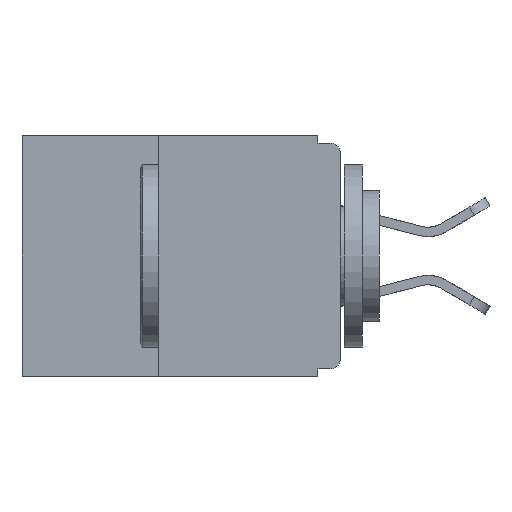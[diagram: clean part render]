
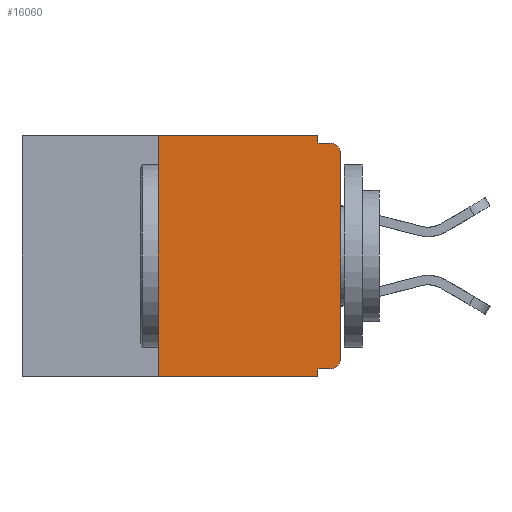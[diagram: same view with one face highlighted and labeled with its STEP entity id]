
A CAD part, left-side view. The second image highlights one B-rep face of the part: STEP entity #16060.
In plain terms, the highlighted planar face has unit normal (-1, 0, 0).
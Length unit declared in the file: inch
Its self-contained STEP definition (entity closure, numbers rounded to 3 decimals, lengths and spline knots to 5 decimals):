
#87 = CARTESIAN_POINT ( 'NONE',  ( 0., 0.031, 0. ) ) ;
#270 = CARTESIAN_POINT ( 'NONE',  ( 0., 0.015, -0.32 ) ) ;
#310 = VERTEX_POINT ( 'NONE', #3510 ) ;
#343 = DIRECTION ( 'NONE',  ( 0., 0., -1. ) ) ;
#356 = CARTESIAN_POINT ( 'NONE',  ( 0., 0., -0.01 ) ) ;
#725 = LINE ( 'NONE', #87, #17680 ) ;
#781 = LINE ( 'NONE', #17510, #20924 ) ;
#890 = LINE ( 'NONE', #356, #13011 ) ;
#1270 = EDGE_LOOP ( 'NONE', ( #6621, #9235, #7943, #13107, #6121, #17950, #12861, #9285, #20912, #6203 ) ) ;
#1527 = EDGE_CURVE ( 'NONE', #7372, #1948, #781, .T. ) ;
#1948 = VERTEX_POINT ( 'NONE', #6577 ) ;
#2274 = DIRECTION ( 'NONE',  ( 0., 0., 1. ) ) ;
#2332 = DIRECTION ( 'NONE',  ( 0., 1., 0. ) ) ;
#3072 = DIRECTION ( 'NONE',  ( 0., -1., 0. ) ) ;
#3479 = DIRECTION ( 'NONE',  ( 0., 0., -1. ) ) ;
#3510 = CARTESIAN_POINT ( 'NONE',  ( 0., 0.031, -0.01 ) ) ;
#3523 = EDGE_CURVE ( 'NONE', #19459, #10781, #14639, .T. ) ;
#3913 = EDGE_CURVE ( 'NONE', #7372, #13684, #6854, .T. ) ;
#4030 = VECTOR ( 'NONE', #19299, 39.37008 ) ;
#4053 = CARTESIAN_POINT ( 'NONE',  ( 0., 0.031, -0.32 ) ) ;
#4287 = VECTOR ( 'NONE', #2332, 39.37008 ) ;
#4453 = CARTESIAN_POINT ( 'NONE',  ( 0., 0., -0.305 ) ) ;
#4512 = CIRCLE ( 'NONE', #10449, 0.015 ) ;
#4701 = DIRECTION ( 'NONE',  ( 0., 0., 1. ) ) ;
#4871 = EDGE_CURVE ( 'NONE', #16041, #12981, #8646, .T. ) ;
#5126 = EDGE_CURVE ( 'NONE', #12981, #13684, #8888, .T. ) ;
#5257 = AXIS2_PLACEMENT_3D ( 'NONE', #18052, #8278, #19658 ) ;
#6121 = ORIENTED_EDGE ( 'NONE', *, *, #18182, .F. ) ;
#6203 = ORIENTED_EDGE ( 'NONE', *, *, #14479, .T. ) ;
#6577 = CARTESIAN_POINT ( 'NONE',  ( 0., 0.25, 0. ) ) ;
#6621 = ORIENTED_EDGE ( 'NONE', *, *, #3523, .T. ) ;
#6854 = LINE ( 'NONE', #18753, #10699 ) ;
#6892 = CARTESIAN_POINT ( 'NONE',  ( 0., 0.25, -0.33 ) ) ;
#6906 = CARTESIAN_POINT ( 'NONE',  ( 0., 0.437, 0. ) ) ;
#7074 = FACE_OUTER_BOUND ( 'NONE', #1270, .T. ) ;
#7372 = VERTEX_POINT ( 'NONE', #6892 ) ;
#7403 = CIRCLE ( 'NONE', #5257, 0.015 ) ;
#7583 = DIRECTION ( 'NONE',  ( -1., 0., 0. ) ) ;
#7943 = ORIENTED_EDGE ( 'NONE', *, *, #19825, .F. ) ;
#7977 = EDGE_CURVE ( 'NONE', #12627, #310, #725, .T. ) ;
#8278 = DIRECTION ( 'NONE',  ( -1., 0., 0. ) ) ;
#8646 = LINE ( 'NONE', #20219, #4287 ) ;
#8888 = LINE ( 'NONE', #14475, #4030 ) ;
#8925 = CARTESIAN_POINT ( 'NONE',  ( 0., 0., 0. ) ) ;
#9235 = ORIENTED_EDGE ( 'NONE', *, *, #19403, .T. ) ;
#9285 = ORIENTED_EDGE ( 'NONE', *, *, #5126, .F. ) ;
#9627 = VERTEX_POINT ( 'NONE', #20989 ) ;
#9730 = VECTOR ( 'NONE', #2274, 39.37008 ) ;
#10198 = VECTOR ( 'NONE', #3072, 39.37008 ) ;
#10220 = DIRECTION ( 'NONE',  ( 1., 0., 0. ) ) ;
#10236 = DIRECTION ( 'NONE',  ( 0., -1., 0. ) ) ;
#10449 = AXIS2_PLACEMENT_3D ( 'NONE', #17399, #7583, #19006 ) ;
#10692 = LINE ( 'NONE', #12881, #10198 ) ;
#10699 = VECTOR ( 'NONE', #18212, 39.37008 ) ;
#10781 = VERTEX_POINT ( 'NONE', #12260 ) ;
#12260 = CARTESIAN_POINT ( 'NONE',  ( 0., 0., -0.025 ) ) ;
#12627 = VERTEX_POINT ( 'NONE', #14087 ) ;
#12861 = ORIENTED_EDGE ( 'NONE', *, *, #3913, .T. ) ;
#12881 = CARTESIAN_POINT ( 'NONE',  ( 0., 0.437, 0. ) ) ;
#12981 = VERTEX_POINT ( 'NONE', #4053 ) ;
#13011 = VECTOR ( 'NONE', #10236, 39.37008 ) ;
#13107 = ORIENTED_EDGE ( 'NONE', *, *, #7977, .F. ) ;
#13684 = VERTEX_POINT ( 'NONE', #14362 ) ;
#14087 = CARTESIAN_POINT ( 'NONE',  ( 0., 0.031, 0. ) ) ;
#14362 = CARTESIAN_POINT ( 'NONE',  ( 0., 0.031, -0.33 ) ) ;
#14475 = CARTESIAN_POINT ( 'NONE',  ( 0., 0.031, -0.33 ) ) ;
#14479 = EDGE_CURVE ( 'NONE', #16041, #19459, #7403, .T. ) ;
#14639 = LINE ( 'NONE', #8925, #9730 ) ;
#16041 = VERTEX_POINT ( 'NONE', #270 ) ;
#16060 = ADVANCED_FACE ( 'NONE', ( #7074 ), #19960, .F. ) ;
#17399 = CARTESIAN_POINT ( 'NONE',  ( 0., 0.015, -0.025 ) ) ;
#17510 = CARTESIAN_POINT ( 'NONE',  ( 0., 0.25, -0.33 ) ) ;
#17680 = VECTOR ( 'NONE', #3479, 39.37008 ) ;
#17950 = ORIENTED_EDGE ( 'NONE', *, *, #1527, .F. ) ;
#18052 = CARTESIAN_POINT ( 'NONE',  ( 0., 0.015, -0.305 ) ) ;
#18182 = EDGE_CURVE ( 'NONE', #1948, #12627, #10692, .T. ) ;
#18212 = DIRECTION ( 'NONE',  ( 0., -1., 0. ) ) ;
#18753 = CARTESIAN_POINT ( 'NONE',  ( 0., 0.437, -0.33 ) ) ;
#19006 = DIRECTION ( 'NONE',  ( 0., 0., -1. ) ) ;
#19299 = DIRECTION ( 'NONE',  ( 0., 0., -1. ) ) ;
#19403 = EDGE_CURVE ( 'NONE', #10781, #9627, #4512, .T. ) ;
#19459 = VERTEX_POINT ( 'NONE', #4453 ) ;
#19658 = DIRECTION ( 'NONE',  ( 0., 0., -1. ) ) ;
#19825 = EDGE_CURVE ( 'NONE', #310, #9627, #890, .T. ) ;
#19960 = PLANE ( 'NONE',  #20819 ) ;
#20219 = CARTESIAN_POINT ( 'NONE',  ( 0., 0., -0.32 ) ) ;
#20819 = AXIS2_PLACEMENT_3D ( 'NONE', #6906, #10220, #343 ) ;
#20912 = ORIENTED_EDGE ( 'NONE', *, *, #4871, .F. ) ;
#20924 = VECTOR ( 'NONE', #4701, 39.37008 ) ;
#20989 = CARTESIAN_POINT ( 'NONE',  ( 0., 0.015, -0.01 ) ) ;
